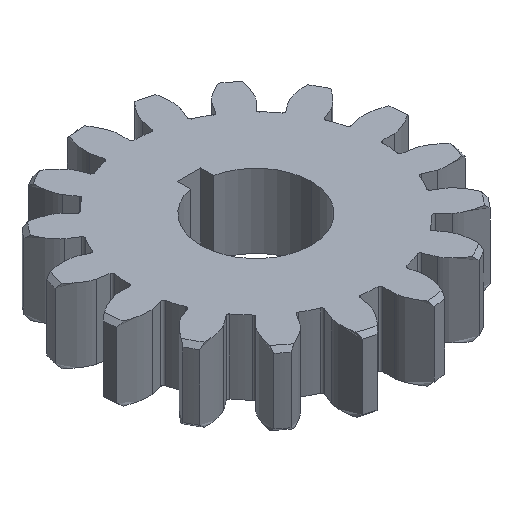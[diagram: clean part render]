
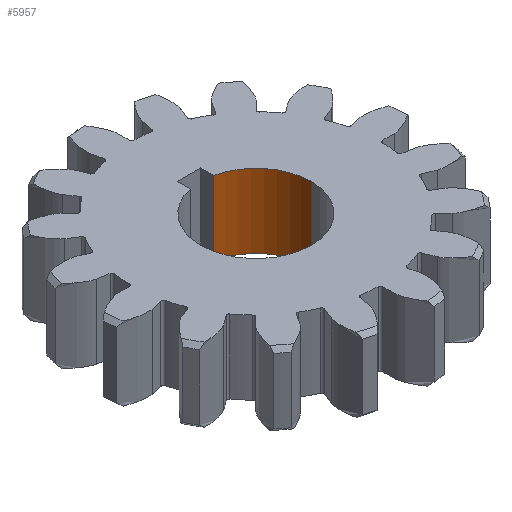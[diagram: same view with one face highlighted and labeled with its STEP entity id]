
A CAD part, isometric view. The second image highlights one B-rep face of the part: STEP entity #5957.
In plain terms, the highlighted cylindrical face has radius 2.381 mm (diameter 4.763 mm), a partial arc.
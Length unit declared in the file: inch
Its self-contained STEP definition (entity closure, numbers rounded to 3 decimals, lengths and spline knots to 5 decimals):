
#75 = DIRECTION ( 'NONE',  ( 1., 0., 0. ) ) ;
#108 = DIRECTION ( 'NONE',  ( 1., 0., 0. ) ) ;
#168 = FACE_OUTER_BOUND ( 'NONE', #578, .T. ) ;
#373 = CARTESIAN_POINT ( 'NONE',  ( 0., 0., -0.0625 ) ) ;
#578 = EDGE_LOOP ( 'NONE', ( #2038, #7558, #8302, #2563 ) ) ;
#654 = CARTESIAN_POINT ( 'NONE',  ( 0.09375, 0., 0.0625 ) ) ;
#685 = DIRECTION ( 'NONE',  ( 0., 0., 1. ) ) ;
#991 = DIRECTION ( 'NONE',  ( 1., 0., 0. ) ) ;
#1029 = CARTESIAN_POINT ( 'NONE',  ( 0.09375, 0., -0.0625 ) ) ;
#1119 = DIRECTION ( 'NONE',  ( 0., 0., 1. ) ) ;
#1350 = CARTESIAN_POINT ( 'NONE',  ( 0.09375, 0., -0.0625 ) ) ;
#1875 = VERTEX_POINT ( 'NONE', #4921 ) ;
#1983 = EDGE_CURVE ( 'NONE', #8616, #7849, #5313, .T. ) ;
#2038 = ORIENTED_EDGE ( 'NONE', *, *, #6401, .F. ) ;
#2163 = CIRCLE ( 'NONE', #6098, 0.09375 ) ;
#2210 = DIRECTION ( 'NONE',  ( 0., 0., 1. ) ) ;
#2336 = VECTOR ( 'NONE', #685, 39.37008 ) ;
#2563 = ORIENTED_EDGE ( 'NONE', *, *, #5810, .F. ) ;
#2690 = CIRCLE ( 'NONE', #7065, 0.09375 ) ;
#3725 = CYLINDRICAL_SURFACE ( 'NONE', #6661, 0.09375 ) ;
#3821 = EDGE_CURVE ( 'NONE', #7849, #4068, #2690, .T. ) ;
#3884 = CARTESIAN_POINT ( 'NONE',  ( 0.02, 0.09159, 0.0625 ) ) ;
#4068 = VERTEX_POINT ( 'NONE', #3884 ) ;
#4866 = CARTESIAN_POINT ( 'NONE',  ( 0., 0., 0.0625 ) ) ;
#4921 = CARTESIAN_POINT ( 'NONE',  ( 0.02, 0.09159, -0.0625 ) ) ;
#5150 = LINE ( 'NONE', #6464, #5249 ) ;
#5249 = VECTOR ( 'NONE', #7260, 39.37008 ) ;
#5313 = LINE ( 'NONE', #1350, #2336 ) ;
#5810 = EDGE_CURVE ( 'NONE', #1875, #4068, #5150, .T. ) ;
#5957 = ADVANCED_FACE ( 'NONE', ( #168 ), #3725, .F. ) ;
#6098 = AXIS2_PLACEMENT_3D ( 'NONE', #6798, #2210, #108 ) ;
#6401 = EDGE_CURVE ( 'NONE', #8616, #1875, #2163, .T. ) ;
#6464 = CARTESIAN_POINT ( 'NONE',  ( 0.02, 0.09159, -0.0625 ) ) ;
#6661 = AXIS2_PLACEMENT_3D ( 'NONE', #373, #1119, #991 ) ;
#6798 = CARTESIAN_POINT ( 'NONE',  ( 0., 0., -0.0625 ) ) ;
#7065 = AXIS2_PLACEMENT_3D ( 'NONE', #4866, #7466, #75 ) ;
#7260 = DIRECTION ( 'NONE',  ( 0., 0., 1. ) ) ;
#7466 = DIRECTION ( 'NONE',  ( 0., 0., 1. ) ) ;
#7558 = ORIENTED_EDGE ( 'NONE', *, *, #1983, .T. ) ;
#7849 = VERTEX_POINT ( 'NONE', #654 ) ;
#8302 = ORIENTED_EDGE ( 'NONE', *, *, #3821, .T. ) ;
#8616 = VERTEX_POINT ( 'NONE', #1029 ) ;
